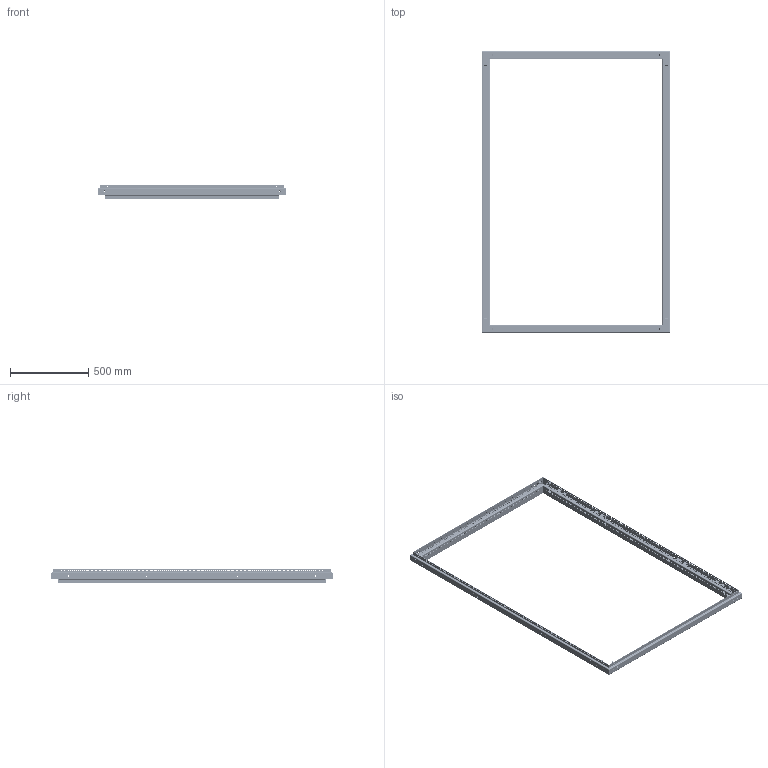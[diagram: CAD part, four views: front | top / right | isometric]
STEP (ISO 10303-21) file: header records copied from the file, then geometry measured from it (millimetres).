
FILE_DESCRIPTION (( 'STEP AP214' ), '1' );
FILE_NAME ('Ñâàðíàÿ ðàìà W1200H1800.STEP', '2024-08-14T06:49:14', ( '' ), ( '' ), 'SwSTEP 2.0', 'SolidWorks 2021', '' );
FILE_SCHEMA (( 'AUTOMOTIVE_DESIGN' ));
Length unit declared in the file: millimetre
Products named in the file (11): Çàêëåïêà ðåçüáîâàÿ Ì8 øåñòèãðàííàÿ ñ óìåíüøåííûì áîðòîì; 600.000; Ãîðèçîíòàëüíûé ïðîôèëü1 W1200; Áîêîâîé ïðîôèëü1 H1800; Ãîðèçîíòàëüíûé ïðîôèëü2 W1200; Ãîðèçîíòàëüíûé ïðîôèëü W1200; Áîêîâîé ïðîôèëü2 H1800; Ñâàðíàÿ ðàìà W1200H1800; Áîêîâîé ïðîôèëü H1800; Çàêëåïêà ðåçüáîâàÿ Ì6 øåñòèãðàííàÿ ñ óìåíüøåííûì áîðòîì; Áîáûøêà
Assembly tree (46 placements, depth 3):
  Ñâàðíàÿ ðàìà W1200H1800
    Ãîðèçîíòàëüíûé ïðîôèëü W1200  x2
      Ãîðèçîíòàëüíûé ïðîôèëü1 W1200
      Ãîðèçîíòàëüíûé ïðîôèëü2 W1200
      600.000
      Áîáûøêà
    Áîêîâîé ïðîôèëü H1800  x2
      Áîêîâîé ïðîôèëü1 H1800
      Áîêîâîé ïðîôèëü2 H1800
    Çàêëåïêà ðåçüáîâàÿ Ì8 øåñòèãðàííàÿ ñ óìåíüøåííûì áîðòîì  x8
    Çàêëåïêà ðåçüáîâàÿ Ì6 øåñòèãðàííàÿ ñ óìåíüøåííûì áîðòîì  x26
Bounding box: 1201.2 x 1796 x 89.35 mm (x, y, z)
Volume: 2579063.4 mm3; surface area: 2681414.8 mm2
Topology: 50 solids, 50 shells, 6002 faces, 17084 edges, 11204 vertices
Faces by surface type: plane 3530, cylinder 2122, cone 212, bspline 138
Entity records: 82158 total; most frequent: CARTESIAN_POINT 18835, ORIENTED_EDGE 13134, DIRECTION 12251, EDGE_CURVE 6567, VECTOR 5083, LINE 5083, VERTEX_POINT 4334, AXIS2_PLACEMENT_3D 3584
